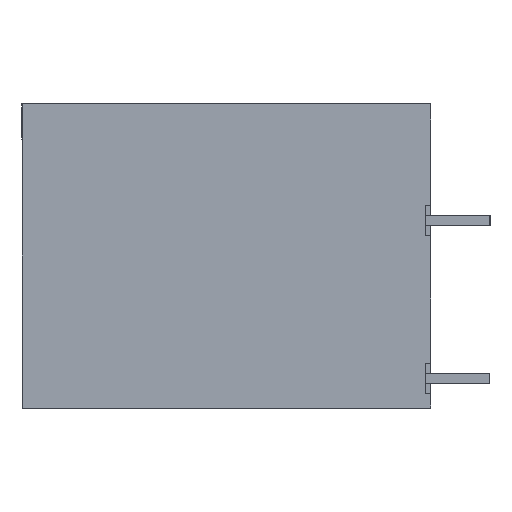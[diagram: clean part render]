
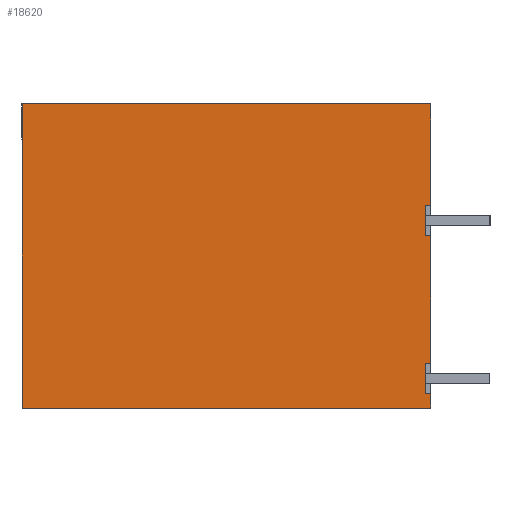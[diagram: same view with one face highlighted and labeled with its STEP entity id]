
A CAD part, left-side view. The second image highlights one B-rep face of the part: STEP entity #18620.
In plain terms, the highlighted planar face has unit normal (-1, 0, 0).
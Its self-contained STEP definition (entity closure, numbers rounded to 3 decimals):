
#18592=AXIS2_PLACEMENT_3D('Plane Axis2P3D',#18589,#18590,#18591) ;
#188=CARTESIAN_POINT('Vertex',(0.,3.8,0.85)) ;
#232=CARTESIAN_POINT('Vertex',(0.,3.8,2.65)) ;
#235=CARTESIAN_POINT('Line Origine',(0.,3.8,1.75)) ;
#870=CARTESIAN_POINT('Vertex',(0.,3.8,10.2)) ;
#891=CARTESIAN_POINT('Vertex',(0.,3.8,12.)) ;
#894=CARTESIAN_POINT('Line Origine',(0.,3.8,11.1)) ;
#8151=CARTESIAN_POINT('Vertex',(0.,3.5,10.2)) ;
#8154=CARTESIAN_POINT('Line Origine',(0.,3.5,6.425)) ;
#8158=CARTESIAN_POINT('Vertex',(0.,3.5,2.65)) ;
#8179=CARTESIAN_POINT('Line Origine',(0.,3.65,10.2)) ;
#8197=CARTESIAN_POINT('Line Origine',(0.,3.65,2.65)) ;
#8253=CARTESIAN_POINT('Vertex',(0.,3.5,0.85)) ;
#8263=CARTESIAN_POINT('Line Origine',(0.,3.65,0.85)) ;
#8276=CARTESIAN_POINT('Line Origine',(0.,3.5,0.425)) ;
#8280=CARTESIAN_POINT('Vertex',(0.,3.5,0.)) ;
#8308=CARTESIAN_POINT('Line Origine',(0.,15.6,0.)) ;
#8312=CARTESIAN_POINT('Vertex',(0.,27.7,0.)) ;
#8451=CARTESIAN_POINT('Vertex',(0.,3.5,12.)) ;
#8454=CARTESIAN_POINT('Line Origine',(0.,3.65,12.)) ;
#18546=CARTESIAN_POINT('Line Origine',(0.,3.5,15.)) ;
#18550=CARTESIAN_POINT('Vertex',(0.,3.5,18.)) ;
#18589=CARTESIAN_POINT('Axis2P3D Location',(0.,0.,0.)) ;
#18594=CARTESIAN_POINT('Line Origine',(0.,15.6,18.)) ;
#18598=CARTESIAN_POINT('Vertex',(0.,27.7,18.)) ;
#18601=CARTESIAN_POINT('Line Origine',(0.,27.7,9.)) ;
#236=DIRECTION('Vector Direction',(0.,0.,-1.)) ;
#895=DIRECTION('Vector Direction',(0.,0.,-1.)) ;
#8155=DIRECTION('Vector Direction',(0.,0.,-1.)) ;
#8180=DIRECTION('Vector Direction',(0.,1.,0.)) ;
#8198=DIRECTION('Vector Direction',(0.,1.,0.)) ;
#8264=DIRECTION('Vector Direction',(0.,1.,0.)) ;
#8277=DIRECTION('Vector Direction',(0.,0.,-1.)) ;
#8309=DIRECTION('Vector Direction',(0.,1.,0.)) ;
#8455=DIRECTION('Vector Direction',(0.,1.,0.)) ;
#18547=DIRECTION('Vector Direction',(0.,0.,-1.)) ;
#18590=DIRECTION('Axis2P3D Direction',(-1.,0.,0.)) ;
#18591=DIRECTION('Axis2P3D XDirection',(0.,0.,1.)) ;
#18595=DIRECTION('Vector Direction',(0.,-1.,0.)) ;
#18602=DIRECTION('Vector Direction',(0.,0.,1.)) ;
#237=VECTOR('Line Direction',#236,1.) ;
#896=VECTOR('Line Direction',#895,1.) ;
#8156=VECTOR('Line Direction',#8155,1.) ;
#8181=VECTOR('Line Direction',#8180,1.) ;
#8199=VECTOR('Line Direction',#8198,1.) ;
#8265=VECTOR('Line Direction',#8264,1.) ;
#8278=VECTOR('Line Direction',#8277,1.) ;
#8310=VECTOR('Line Direction',#8309,1.) ;
#8456=VECTOR('Line Direction',#8455,1.) ;
#18548=VECTOR('Line Direction',#18547,1.) ;
#18596=VECTOR('Line Direction',#18595,1.) ;
#18603=VECTOR('Line Direction',#18602,1.) ;
#18607=ORIENTED_EDGE('',*,*,#898,.F.) ;
#18608=ORIENTED_EDGE('',*,*,#8458,.F.) ;
#18609=ORIENTED_EDGE('',*,*,#18552,.T.) ;
#18610=ORIENTED_EDGE('',*,*,#18600,.T.) ;
#18611=ORIENTED_EDGE('',*,*,#18605,.T.) ;
#18612=ORIENTED_EDGE('',*,*,#8314,.T.) ;
#18613=ORIENTED_EDGE('',*,*,#8282,.T.) ;
#18614=ORIENTED_EDGE('',*,*,#8267,.T.) ;
#18615=ORIENTED_EDGE('',*,*,#239,.F.) ;
#18616=ORIENTED_EDGE('',*,*,#8201,.F.) ;
#18617=ORIENTED_EDGE('',*,*,#8160,.T.) ;
#18618=ORIENTED_EDGE('',*,*,#8183,.T.) ;
#18620=ADVANCED_FACE('HOUSING',(#18619),#18593,.T.) ;
#239=EDGE_CURVE('',#233,#189,#238,.T.) ;
#898=EDGE_CURVE('',#892,#871,#897,.T.) ;
#8160=EDGE_CURVE('',#8159,#8152,#8157,.F.) ;
#8183=EDGE_CURVE('',#8152,#871,#8182,.T.) ;
#8201=EDGE_CURVE('',#8159,#233,#8200,.T.) ;
#8267=EDGE_CURVE('',#8254,#189,#8266,.T.) ;
#8282=EDGE_CURVE('',#8281,#8254,#8279,.F.) ;
#8314=EDGE_CURVE('',#8313,#8281,#8311,.F.) ;
#8458=EDGE_CURVE('',#8452,#892,#8457,.T.) ;
#18552=EDGE_CURVE('',#8452,#18551,#18549,.F.) ;
#18600=EDGE_CURVE('',#18551,#18599,#18597,.F.) ;
#18605=EDGE_CURVE('',#18599,#8313,#18604,.F.) ;
#18606=EDGE_LOOP('',(#18607,#18608,#18609,#18610,#18611,#18612,#18613,#18614,#18615,#18616,#18617,#18618)) ;
#18619=FACE_OUTER_BOUND('',#18606,.T.) ;
#238=LINE('Line',#235,#237) ;
#897=LINE('Line',#894,#896) ;
#8157=LINE('Line',#8154,#8156) ;
#8182=LINE('Line',#8179,#8181) ;
#8200=LINE('Line',#8197,#8199) ;
#8266=LINE('Line',#8263,#8265) ;
#8279=LINE('Line',#8276,#8278) ;
#8311=LINE('Line',#8308,#8310) ;
#8457=LINE('Line',#8454,#8456) ;
#18549=LINE('Line',#18546,#18548) ;
#18597=LINE('Line',#18594,#18596) ;
#18604=LINE('Line',#18601,#18603) ;
#18593=PLANE('',#18592) ;
#189=VERTEX_POINT('',#188) ;
#233=VERTEX_POINT('',#232) ;
#871=VERTEX_POINT('',#870) ;
#892=VERTEX_POINT('',#891) ;
#8152=VERTEX_POINT('',#8151) ;
#8159=VERTEX_POINT('',#8158) ;
#8254=VERTEX_POINT('',#8253) ;
#8281=VERTEX_POINT('',#8280) ;
#8313=VERTEX_POINT('',#8312) ;
#8452=VERTEX_POINT('',#8451) ;
#18551=VERTEX_POINT('',#18550) ;
#18599=VERTEX_POINT('',#18598) ;
